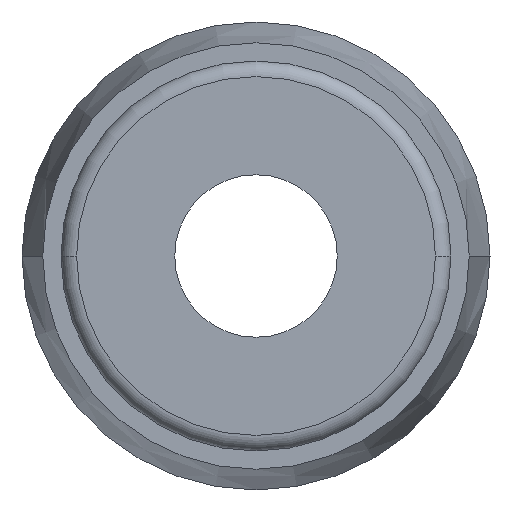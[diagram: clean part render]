
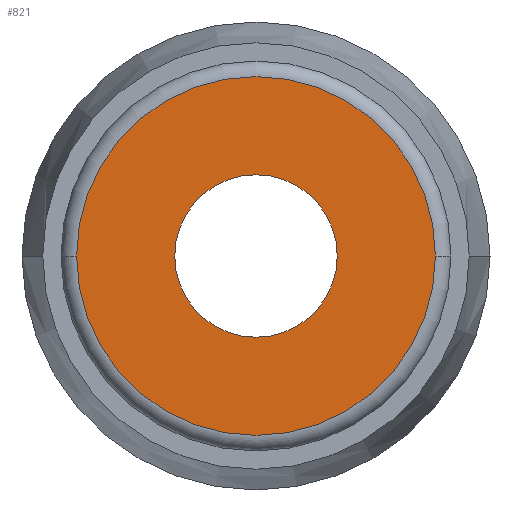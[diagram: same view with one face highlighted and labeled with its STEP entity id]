
A CAD part, left-side view. The second image highlights one B-rep face of the part: STEP entity #821.
In plain terms, the highlighted planar face has unit normal (-1, 0, 0).
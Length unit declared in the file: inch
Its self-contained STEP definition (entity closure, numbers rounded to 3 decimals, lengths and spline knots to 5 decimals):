
#304=CARTESIAN_POINT('',(-0.94,0.,0.));
#305=DIRECTION('',(-1.,0.,0.));
#306=DIRECTION('',(0.,-1.,0.));
#307=AXIS2_PLACEMENT_3D('',#304,#305,#306);
#319=CARTESIAN_POINT('',(-0.94,0.,0.));
#320=DIRECTION('',(1.,0.,0.));
#321=DIRECTION('',(0.,1.,0.));
#322=AXIS2_PLACEMENT_3D('',#319,#320,#321);
#324=CARTESIAN_POINT('',(-0.94,0.,0.));
#325=DIRECTION('',(1.,0.,0.));
#326=DIRECTION('',(0.,-1.,0.));
#327=AXIS2_PLACEMENT_3D('',#324,#325,#326);
#329=CARTESIAN_POINT('',(-0.94,0.,0.));
#330=DIRECTION('',(-1.,0.,0.));
#331=DIRECTION('',(0.,1.,0.));
#332=AXIS2_PLACEMENT_3D('',#329,#330,#331);
#430=CARTESIAN_POINT('',(-0.94,-0.1725,0.));
#431=CARTESIAN_POINT('',(-0.94,0.1725,0.));
#432=VERTEX_POINT('',#430);
#433=VERTEX_POINT('',#431);
#442=CARTESIAN_POINT('',(-0.94,0.07813,0.));
#443=CARTESIAN_POINT('',(-0.94,-0.07813,0.));
#444=VERTEX_POINT('',#442);
#445=VERTEX_POINT('',#443);
#805=CARTESIAN_POINT('',(-0.94,0.,0.));
#806=DIRECTION('',(1.,0.,0.));
#807=DIRECTION('',(0.,-1.,0.));
#808=AXIS2_PLACEMENT_3D('',#805,#806,#807);
#809=PLANE('',#808);
#810=ORIENTED_EDGE('',*,*,#795,.F.);
#812=ORIENTED_EDGE('',*,*,#811,.F.);
#813=EDGE_LOOP('',(#810,#812));
#814=FACE_OUTER_BOUND('',#813,.F.);
#816=ORIENTED_EDGE('',*,*,#815,.F.);
#818=ORIENTED_EDGE('',*,*,#817,.F.);
#819=EDGE_LOOP('',(#816,#818));
#820=FACE_BOUND('',#819,.F.);
#821=ADVANCED_FACE('',(#814,#820),#809,.F.);
#308=CIRCLE('',#307,0.1725);
#323=CIRCLE('',#322,0.07813);
#328=CIRCLE('',#327,0.07813);
#333=CIRCLE('',#332,0.1725);
#795=EDGE_CURVE('',#432,#433,#308,.T.);
#811=EDGE_CURVE('',#433,#432,#333,.T.);
#815=EDGE_CURVE('',#444,#445,#323,.T.);
#817=EDGE_CURVE('',#445,#444,#328,.T.);
